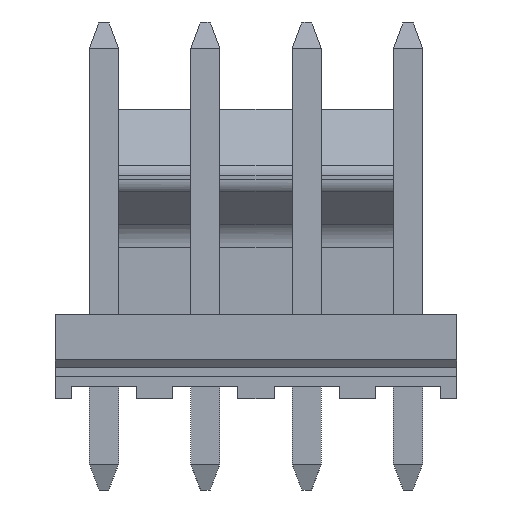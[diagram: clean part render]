
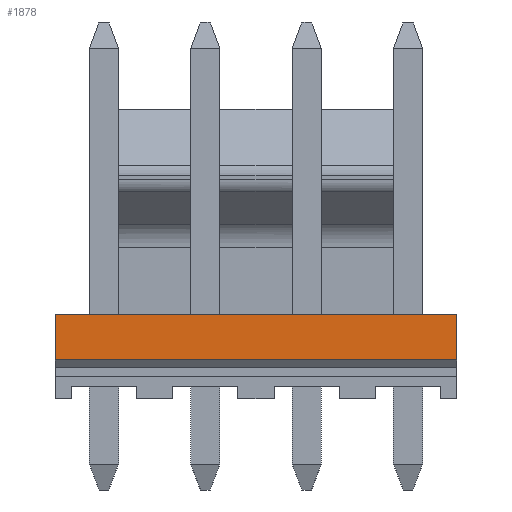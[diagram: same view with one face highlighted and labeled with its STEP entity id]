
A CAD part, front view. The second image highlights one B-rep face of the part: STEP entity #1878.
In plain terms, the highlighted free-form (B-spline) face has degree [1, 1] with [2, 2] control points.
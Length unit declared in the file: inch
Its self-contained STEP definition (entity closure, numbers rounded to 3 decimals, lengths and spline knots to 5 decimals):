
#144 = VERTEX_POINT ( 'NONE', #2673 ) ;
#331 = VERTEX_POINT ( 'NONE', #1311 ) ;
#543 = CARTESIAN_POINT ( 'NONE',  ( 0.309, -0.201, 0.13 ) ) ;
#687 = CARTESIAN_POINT ( 'NONE',  ( -0.309, -0.201, 0.06 ) ) ;
#728 = FACE_OUTER_BOUND ( 'NONE', #4019, .T. ) ;
#1075 = CARTESIAN_POINT ( 'NONE',  ( 0.309, -0.201, 0.06 ) ) ;
#1311 = CARTESIAN_POINT ( 'NONE',  ( 0.309, -0.201, 0.13 ) ) ;
#1431 = ORIENTED_EDGE ( 'NONE', *, *, #3731, .F. ) ;
#1522 = CARTESIAN_POINT ( 'NONE',  ( -0.309, -0.201, 0.06 ) ) ;
#1782 = CARTESIAN_POINT ( 'NONE',  ( 0.309, -0.201, 0.13 ) ) ;
#1878 = ADVANCED_FACE ( 'NONE', ( #728 ), #1938, .T. ) ;
#1886 = CARTESIAN_POINT ( 'NONE',  ( -0.309, -0.201, 0.06 ) ) ;
#1938 = B_SPLINE_SURFACE_WITH_KNOTS ( 'NONE', 1, 1, ( 
 ( #687, #2680 ),
 ( #1075, #2272 ) ),
 .UNSPECIFIED., .F., .F., .F.,
 ( 2, 2 ),
 ( 2, 2 ),
 ( 0., 1. ),
 ( 0., 1. ),
 .UNSPECIFIED. ) ;
#2041 = B_SPLINE_CURVE_WITH_KNOTS ( 'NONE', 1,
 ( #1886, #2288 ),
 .UNSPECIFIED., .F., .F.,
 ( 2, 2 ),
 ( 0., 1. ),
 .UNSPECIFIED. ) ;
#2161 = CARTESIAN_POINT ( 'NONE',  ( -0.309, -0.201, 0.13 ) ) ;
#2272 = CARTESIAN_POINT ( 'NONE',  ( 0.309, -0.201, 0.13 ) ) ;
#2288 = CARTESIAN_POINT ( 'NONE',  ( 0.309, -0.201, 0.06 ) ) ;
#2293 = EDGE_CURVE ( 'NONE', #3024, #144, #3225, .T. ) ;
#2338 = ORIENTED_EDGE ( 'NONE', *, *, #2293, .T. ) ;
#2673 = CARTESIAN_POINT ( 'NONE',  ( -0.309, -0.201, 0.06 ) ) ;
#2680 = CARTESIAN_POINT ( 'NONE',  ( -0.309, -0.201, 0.13 ) ) ;
#2763 = CARTESIAN_POINT ( 'NONE',  ( 0.309, -0.201, 0.06 ) ) ;
#2904 = CARTESIAN_POINT ( 'NONE',  ( 0.309, -0.201, 0.06 ) ) ;
#3024 = VERTEX_POINT ( 'NONE', #2161 ) ;
#3225 = B_SPLINE_CURVE_WITH_KNOTS ( 'NONE', 1,
 ( #3499, #1522 ),
 .UNSPECIFIED., .F., .F.,
 ( 2, 2 ),
 ( 0., 1. ),
 .UNSPECIFIED. ) ;
#3301 = EDGE_CURVE ( 'NONE', #144, #4971, #2041, .T. ) ;
#3499 = CARTESIAN_POINT ( 'NONE',  ( -0.309, -0.201, 0.13 ) ) ;
#3649 = ORIENTED_EDGE ( 'NONE', *, *, #3301, .T. ) ;
#3705 = B_SPLINE_CURVE_WITH_KNOTS ( 'NONE', 1,
 ( #4075, #543 ),
 .UNSPECIFIED., .F., .F.,
 ( 2, 2 ),
 ( 0., 1. ),
 .UNSPECIFIED. ) ;
#3731 = EDGE_CURVE ( 'NONE', #3024, #331, #3705, .T. ) ;
#4019 = EDGE_LOOP ( 'NONE', ( #1431, #2338, #3649, #4149 ) ) ;
#4075 = CARTESIAN_POINT ( 'NONE',  ( -0.309, -0.201, 0.13 ) ) ;
#4149 = ORIENTED_EDGE ( 'NONE', *, *, #4333, .F. ) ;
#4255 = B_SPLINE_CURVE_WITH_KNOTS ( 'NONE', 1,
 ( #1782, #2904 ),
 .UNSPECIFIED., .F., .F.,
 ( 2, 2 ),
 ( 0., 1. ),
 .UNSPECIFIED. ) ;
#4333 = EDGE_CURVE ( 'NONE', #331, #4971, #4255, .T. ) ;
#4971 = VERTEX_POINT ( 'NONE', #2763 ) ;
